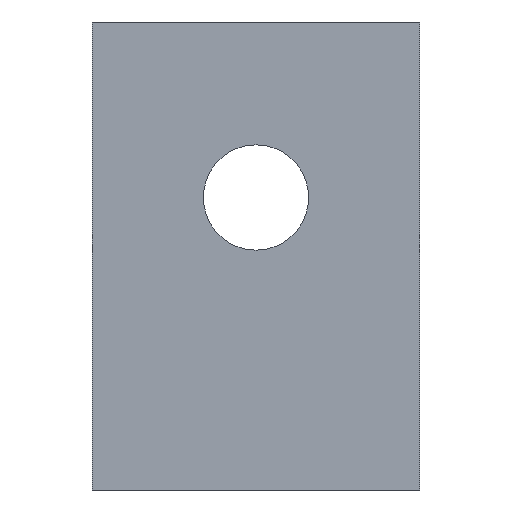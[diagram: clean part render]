
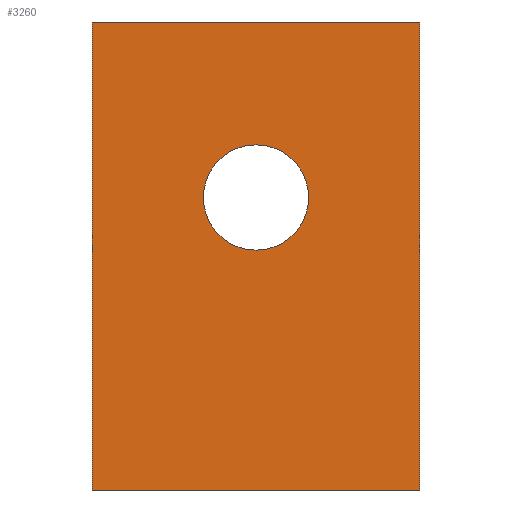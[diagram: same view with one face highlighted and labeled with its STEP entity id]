
A CAD part, front view. The second image highlights one B-rep face of the part: STEP entity #3260.
In plain terms, the highlighted planar face has unit normal (0, -1, 0).
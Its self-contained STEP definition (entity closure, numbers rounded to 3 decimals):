
#120=CARTESIAN_POINT('',(0.,0.,0.));
#130=VERTEX_POINT('',#120);
#160=CARTESIAN_POINT('',(0.,0.,0.));
#170=DIRECTION('',(1.,0.,0.));
#180=VECTOR('',#170,1.);
#190=LINE('',#160,#180);
#200=CARTESIAN_POINT('',(40.,0.,0.));
#210=VERTEX_POINT('',#200);
#220=EDGE_CURVE('',#130,#210,#190,.T.);
#1720=CARTESIAN_POINT('',(29.5,0.,14.));
#1730=VERTEX_POINT('',#1720);
#1760=CARTESIAN_POINT('',(25.,0.,14.));
#1770=DIRECTION('',(0.,-1.,0.));
#1780=DIRECTION('',(1.,0.,0.));
#1790=AXIS2_PLACEMENT_3D('',#1760,#1770,#1780);
#1800=CIRCLE('',#1790,4.5);
#1810=CARTESIAN_POINT('',(20.5,0.,14.));
#1820=VERTEX_POINT('',#1810);
#1830=EDGE_CURVE('',#1820,#1730,#1800,.T.);
#2020=EDGE_CURVE('',#1730,#1820,#1800,.T.);
#2190=CARTESIAN_POINT('',(40.,0.,28.));
#2200=VERTEX_POINT('',#2190);
#2230=CARTESIAN_POINT('',(0.,0.,28.));
#2240=DIRECTION('',(1.,0.,0.));
#2250=VECTOR('',#2240,1.);
#2260=LINE('',#2230,#2250);
#2270=CARTESIAN_POINT('',(0.,0.,28.));
#2280=VERTEX_POINT('',#2270);
#2290=EDGE_CURVE('',#2280,#2200,#2260,.T.);
#2960=CARTESIAN_POINT('',(0.,0.,0.));
#2970=DIRECTION('',(0.,0.,1.));
#2980=VECTOR('',#2970,1.);
#2990=LINE('',#2960,#2980);
#3000=EDGE_CURVE('',#130,#2280,#2990,.T.);
#3060=CARTESIAN_POINT('',(40.,0.,0.));
#3070=DIRECTION('',(-0.,-1.,-0.));
#3080=DIRECTION('',(-1.,0.,0.));
#3090=AXIS2_PLACEMENT_3D('',#3060,#3070,#3080);
#3100=PLANE('',#3090);
#3110=ORIENTED_EDGE('',*,*,#2020,.F.);
#3120=ORIENTED_EDGE('',*,*,#1830,.F.);
#3130=EDGE_LOOP('',(#3120,#3110));
#3140=FACE_BOUND('',#3130,.T.);
#3150=ORIENTED_EDGE('',*,*,#3000,.F.);
#3160=ORIENTED_EDGE('',*,*,#2290,.F.);
#3170=CARTESIAN_POINT('',(40.,0.,0.));
#3180=DIRECTION('',(0.,0.,1.));
#3190=VECTOR('',#3180,1.);
#3200=LINE('',#3170,#3190);
#3210=EDGE_CURVE('',#210,#2200,#3200,.T.);
#3220=ORIENTED_EDGE('',*,*,#3210,.T.);
#3230=ORIENTED_EDGE('',*,*,#220,.T.);
#3240=EDGE_LOOP('',(#3230,#3220,#3160,#3150));
#3250=FACE_OUTER_BOUND('',#3240,.T.);
#3260=ADVANCED_FACE('',(#3140,#3250),#3100,.T.);
